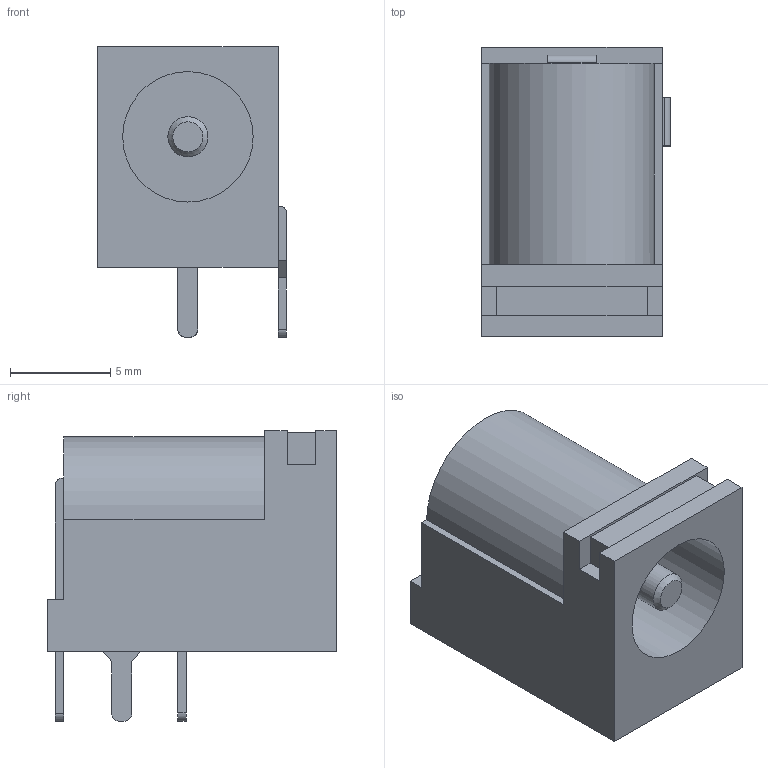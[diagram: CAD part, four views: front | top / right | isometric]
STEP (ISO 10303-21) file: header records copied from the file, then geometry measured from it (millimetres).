
FILE_DESCRIPTION(/* description */ ('Unknown'),/* implementation_level */ '2;1');
FILE_NAME(/* name */ '373',/* time_stamp */ '2023-11-16T14:23:21+02:00',/* author */ ('Unknown'),/* organization */ ('Unknown'),/* preprocessor_version */ 'ST-DEVELOPER v18.102',/* originating_system */ 'Solid Edge',/* authorisation */ 'Unknown');
FILE_SCHEMA (('AUTOMOTIVE_DESIGN {1 0 10303 214 3 1 1}'));
Length unit declared in the file: millimetre
Products named in the file (1): 373
Bounding box: 9.41 x 14.4 x 14.5 mm (x, y, z)
Volume: 968.9 mm3; surface area: 999 mm2
Topology: 1 solids, 1 shells, 57 faces, 153 edges, 102 vertices
Faces by surface type: plane 45, cylinder 11, cone 1
Full cylindrical faces by diameter (mm): 2 x1, 6.5 x1
Entity records: 2170 total; most frequent: CARTESIAN_POINT 308, ORIENTED_EDGE 298, DIRECTION 289, EDGE_CURVE 149, LINE 125, VECTOR 125, VERTEX_POINT 101, AXIS2_PLACEMENT_3D 82
